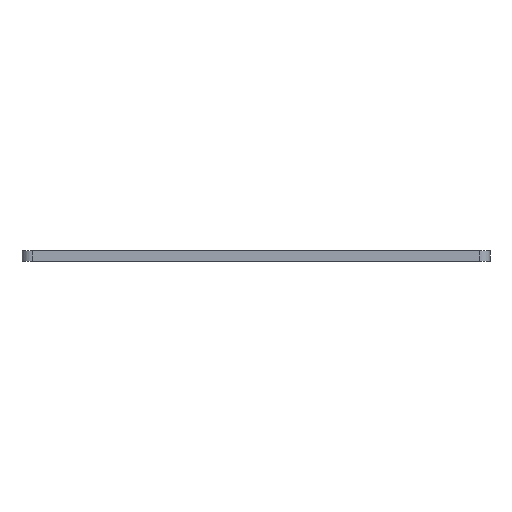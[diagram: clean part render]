
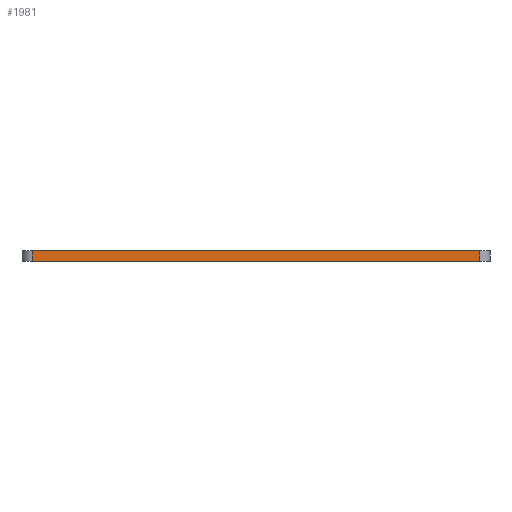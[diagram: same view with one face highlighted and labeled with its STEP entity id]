
A CAD part, front view. The second image highlights one B-rep face of the part: STEP entity #1981.
In plain terms, the highlighted planar face has unit normal (0, -1, 0).
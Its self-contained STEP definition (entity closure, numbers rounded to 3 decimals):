
#33 = EDGE_LOOP ( 'NONE', ( #2479, #42, #1223, #1493 ) ) ;
#38 = VECTOR ( 'NONE', #796, 1000. ) ;
#42 = ORIENTED_EDGE ( 'NONE', *, *, #2099, .T. ) ;
#47 = CARTESIAN_POINT ( 'NONE',  ( 137., 0., 0. ) ) ;
#65 = VERTEX_POINT ( 'NONE', #2801 ) ;
#103 = LINE ( 'NONE', #1429, #1985 ) ;
#134 = LINE ( 'NONE', #1694, #271 ) ;
#175 = VERTEX_POINT ( 'NONE', #1911 ) ;
#271 = VECTOR ( 'NONE', #1461, 1000. ) ;
#305 = DIRECTION ( 'NONE',  ( 1., 0., 0. ) ) ;
#404 = EDGE_CURVE ( 'NONE', #65, #1713, #103, .T. ) ;
#610 = DIRECTION ( 'NONE',  ( 1., 0., 0. ) ) ;
#722 = VECTOR ( 'NONE', #610, 1000. ) ;
#764 = LINE ( 'NONE', #1260, #38 ) ;
#796 = DIRECTION ( 'NONE',  ( 0., 0., 1. ) ) ;
#833 = LINE ( 'NONE', #2600, #722 ) ;
#925 = AXIS2_PLACEMENT_3D ( 'NONE', #1011, #2125, #2562 ) ;
#1011 = CARTESIAN_POINT ( 'NONE',  ( 0., 0., 3. ) ) ;
#1027 = PLANE ( 'NONE',  #925 ) ;
#1223 = ORIENTED_EDGE ( 'NONE', *, *, #1858, .F. ) ;
#1260 = CARTESIAN_POINT ( 'NONE',  ( 137., 0., 3. ) ) ;
#1429 = CARTESIAN_POINT ( 'NONE',  ( 0., 0., 0. ) ) ;
#1461 = DIRECTION ( 'NONE',  ( 0., 0., -1. ) ) ;
#1493 = ORIENTED_EDGE ( 'NONE', *, *, #2049, .T. ) ;
#1694 = CARTESIAN_POINT ( 'NONE',  ( 3., 0., 0. ) ) ;
#1713 = VERTEX_POINT ( 'NONE', #47 ) ;
#1858 = EDGE_CURVE ( 'NONE', #2138, #175, #833, .T. ) ;
#1911 = CARTESIAN_POINT ( 'NONE',  ( 137., 0., 3. ) ) ;
#1981 = ADVANCED_FACE ( 'NONE', ( #2113 ), #1027, .F. ) ;
#1985 = VECTOR ( 'NONE', #305, 1000. ) ;
#2049 = EDGE_CURVE ( 'NONE', #2138, #65, #134, .T. ) ;
#2099 = EDGE_CURVE ( 'NONE', #1713, #175, #764, .T. ) ;
#2113 = FACE_OUTER_BOUND ( 'NONE', #33, .T. ) ;
#2125 = DIRECTION ( 'NONE',  ( 0., 1., 0. ) ) ;
#2138 = VERTEX_POINT ( 'NONE', #2874 ) ;
#2479 = ORIENTED_EDGE ( 'NONE', *, *, #404, .T. ) ;
#2562 = DIRECTION ( 'NONE',  ( -1., 0., 0. ) ) ;
#2600 = CARTESIAN_POINT ( 'NONE',  ( 0., 0., 3. ) ) ;
#2801 = CARTESIAN_POINT ( 'NONE',  ( 3., 0., 0. ) ) ;
#2874 = CARTESIAN_POINT ( 'NONE',  ( 3., 0., 3. ) ) ;
